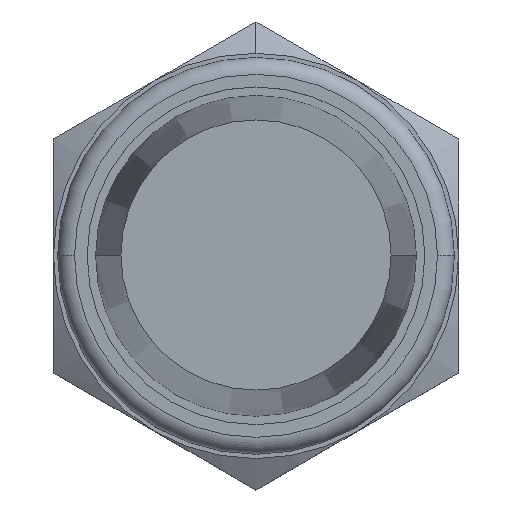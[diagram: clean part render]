
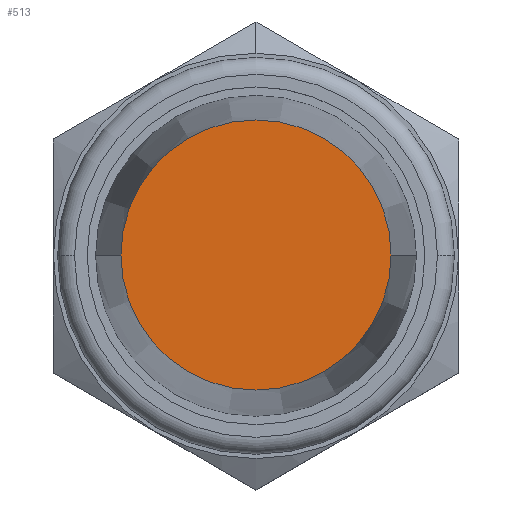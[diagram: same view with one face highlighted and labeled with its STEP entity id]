
A CAD part, top view. The second image highlights one B-rep face of the part: STEP entity #513.
In plain terms, the highlighted planar face has unit normal (0, 0, 1).
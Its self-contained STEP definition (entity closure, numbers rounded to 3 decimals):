
#407 = VERTEX_POINT ( 'NONE', #1246 ) ;
#431 = ORIENTED_EDGE ( 'NONE', *, *, #432, .F. ) ;
#432 = EDGE_CURVE ( 'NONE', #433, #407, #1386, .T. ) ;
#433 = VERTEX_POINT ( 'NONE', #1328 ) ;
#475 = EDGE_LOOP ( 'NONE', ( #431, #580 ) ) ;
#513 = ADVANCED_FACE ( 'NONE', ( #1340 ), #1339, .T. ) ;
#574 = EDGE_CURVE ( 'NONE', #407, #433, #1356, .T. ) ;
#580 = ORIENTED_EDGE ( 'NONE', *, *, #574, .F. ) ;
#1246 = CARTESIAN_POINT ( 'NONE',  ( 8., 0., 36. ) ) ;
#1292 = CARTESIAN_POINT ( 'NONE',  ( 0., 0., 36. ) ) ;
#1305 = DIRECTION ( 'NONE',  ( 1., 0., 0. ) ) ;
#1306 = DIRECTION ( 'NONE',  ( 0., 0., 1. ) ) ;
#1307 = CARTESIAN_POINT ( 'NONE',  ( -8.096, -8.096, 36. ) ) ;
#1328 = CARTESIAN_POINT ( 'NONE',  ( -8., 0., 36. ) ) ;
#1338 = AXIS2_PLACEMENT_3D ( 'NONE', #1307, #1306, #1305 ) ;
#1339 = PLANE ( 'NONE',  #1338 ) ;
#1340 = FACE_OUTER_BOUND ( 'NONE', #475, .T. ) ;
#1353 = DIRECTION ( 'NONE',  ( -1., 0., 0. ) ) ;
#1354 = DIRECTION ( 'NONE',  ( 0., 0., -1. ) ) ;
#1355 = AXIS2_PLACEMENT_3D ( 'NONE', #1292, #1354, #1353 ) ;
#1356 = CIRCLE ( 'NONE', #1355, 8. ) ;
#1382 = DIRECTION ( 'NONE',  ( -1., 0., 0. ) ) ;
#1386 = CIRCLE ( 'NONE', #1396, 8. ) ;
#1391 = CARTESIAN_POINT ( 'NONE',  ( 0., 0., 36. ) ) ;
#1393 = DIRECTION ( 'NONE',  ( 0., 0., -1. ) ) ;
#1396 = AXIS2_PLACEMENT_3D ( 'NONE', #1391, #1393, #1382 ) ;
